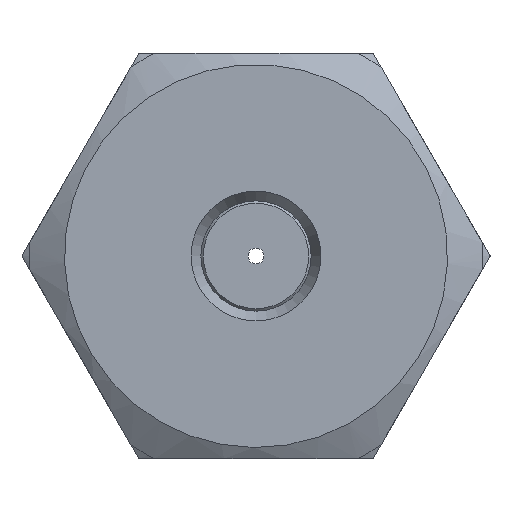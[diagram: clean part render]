
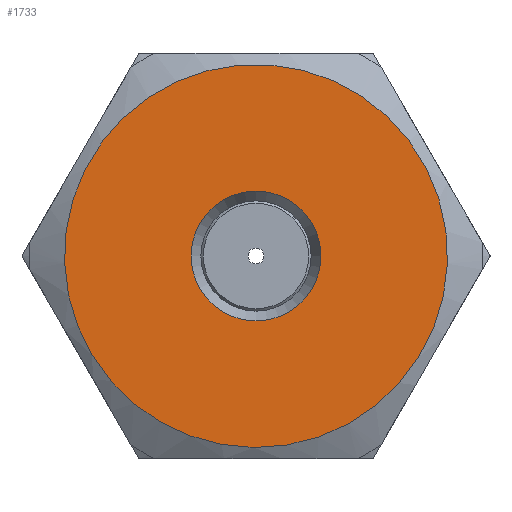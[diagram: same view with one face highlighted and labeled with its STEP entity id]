
A CAD part, left-side view. The second image highlights one B-rep face of the part: STEP entity #1733.
In plain terms, the highlighted planar face has unit normal (-1, 0, 0).
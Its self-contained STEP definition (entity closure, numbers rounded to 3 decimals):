
#1571=CARTESIAN_POINT('',(-7.758,-0.508,0.88));
#1572=VERTEX_POINT('',#1571);
#1573=CARTESIAN_POINT('',(-7.758,0.,0.));
#1574=DIRECTION('',(1.0,0.,0.));
#1575=DIRECTION('',(0.,-0.5,0.866));
#1576=AXIS2_PLACEMENT_3D('',#1573,#1574,#1575);
#1577=CIRCLE('',#1576,1.016);
#1578=EDGE_CURVE('',#1572,#1572,#1577,.T.);
#1710=CARTESIAN_POINT('',(-7.758,1.5,-2.598));
#1711=VERTEX_POINT('',#1710);
#1712=CARTESIAN_POINT('',(-7.758,0.,0.));
#1713=DIRECTION('',(1.0,0.,0.));
#1714=DIRECTION('',(0.,-0.5,0.866));
#1715=AXIS2_PLACEMENT_3D('',#1712,#1713,#1714);
#1716=CIRCLE('',#1715,3.0);
#1717=EDGE_CURVE('',#1711,#1711,#1716,.T.);
#1722=CARTESIAN_POINT('',(-7.758,0.888,-1.537));
#1723=DIRECTION('',(-1.0,0.0,0.0));
#1724=DIRECTION('',(0.0,0.866,0.5));
#1725=AXIS2_PLACEMENT_3D('',#1722,#1723,#1724);
#1726=PLANE('',#1725);
#1727=ORIENTED_EDGE('',*,*,#1717,.F.);
#1728=EDGE_LOOP('',(#1727));
#1729=FACE_OUTER_BOUND('',#1728,.T.);
#1730=ORIENTED_EDGE('',*,*,#1578,.T.);
#1731=EDGE_LOOP('',(#1730));
#1732=FACE_BOUND('',#1731,.T.);
#1733=ADVANCED_FACE('',(#1729,#1732),#1726,.T.);
